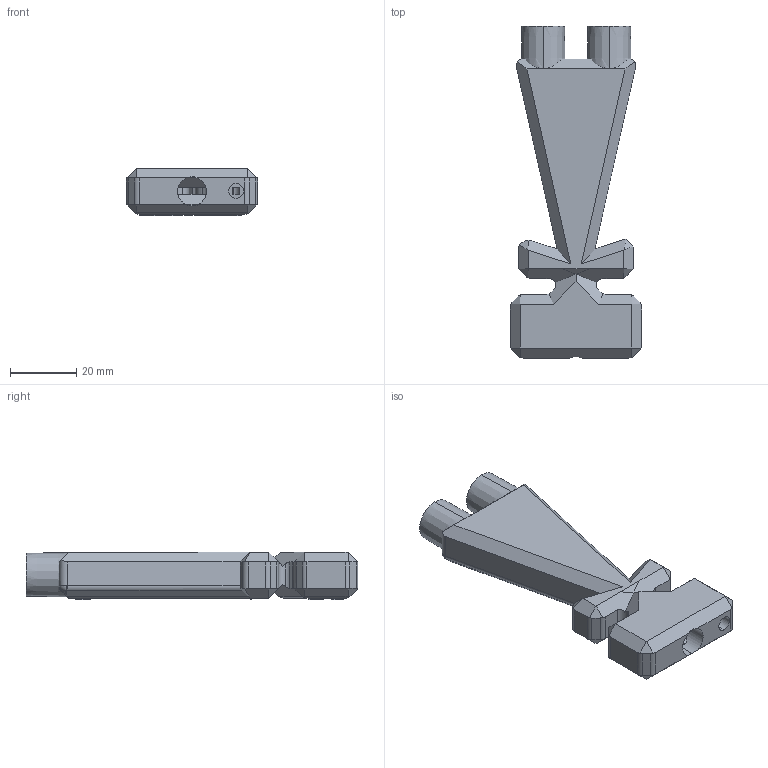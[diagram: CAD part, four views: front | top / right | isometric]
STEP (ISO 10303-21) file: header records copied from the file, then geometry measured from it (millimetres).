
FILE_DESCRIPTION (( 'STEP AP203' ), '1' );
FILE_NAME ('ImpulseValveV1_0_0.STEP', '2020-03-23T18:36:28', ( '' ), ( '' ), 'SwSTEP 2.0', 'SolidWorks 2019', '' );
FILE_SCHEMA (( 'CONFIG_CONTROL_DESIGN' ));
Length unit declared in the file: millimetre
Products named in the file (2): ImpulseValveV1_0_0
Bounding box: 39.66 x 100.35 x 14.5 mm (x, y, z)
Volume: 29214 mm3; surface area: 13530.8 mm2
Topology: 1 solids, 1 shells, 532 faces, 1436 edges, 946 vertices
Faces by surface type: plane 305, bspline 149, cylinder 67, cone 8, sphere 3
Entity records: 23987 total; most frequent: CARTESIAN_POINT 11842, ORIENTED_EDGE 2864, DIRECTION 1853, EDGE_CURVE 1432, VERTEX_POINT 944, LINE 893, VECTOR 893, EDGE_LOOP 584
